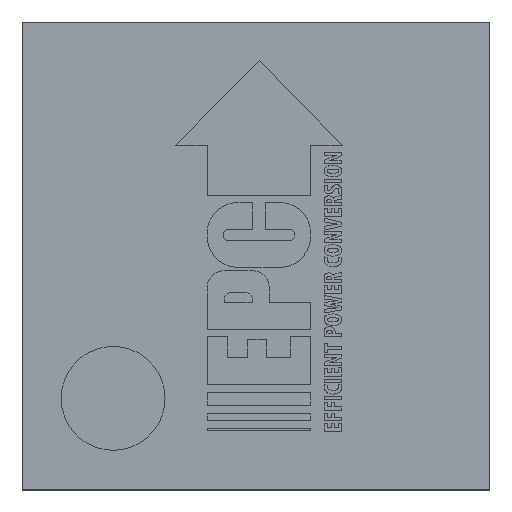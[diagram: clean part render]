
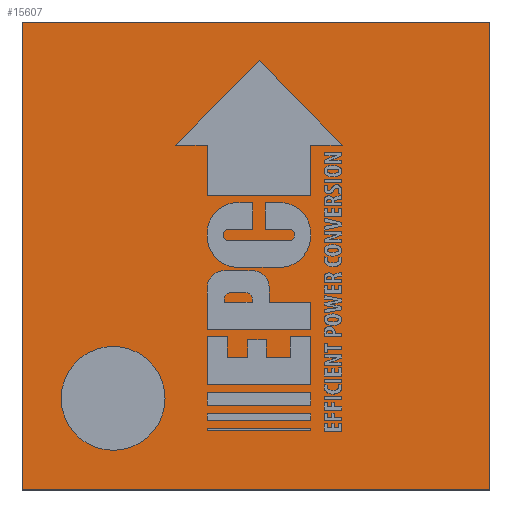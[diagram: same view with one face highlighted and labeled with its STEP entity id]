
A CAD part, top view. The second image highlights one B-rep face of the part: STEP entity #15607.
In plain terms, the highlighted planar face has unit normal (0, 0, 1).
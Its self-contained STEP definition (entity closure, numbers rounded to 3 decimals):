
#15478 = VERTEX_POINT('',#15479);
#15479 = CARTESIAN_POINT('',(-0.45,0.45,0.518));
#15485 = EDGE_CURVE('',#15478,#15486,#15488,.T.);
#15486 = VERTEX_POINT('',#15487);
#15487 = CARTESIAN_POINT('',(0.45,0.45,0.518));
#15488 = LINE('',#15489,#15490);
#15489 = CARTESIAN_POINT('',(-0.45,0.45,0.518));
#15490 = VECTOR('',#15491,1.);
#15491 = DIRECTION('',(1.,0.,0.));
#15516 = EDGE_CURVE('',#15486,#15517,#15519,.T.);
#15517 = VERTEX_POINT('',#15518);
#15518 = CARTESIAN_POINT('',(0.45,-0.45,0.518));
#15519 = LINE('',#15520,#15521);
#15520 = CARTESIAN_POINT('',(0.45,0.45,0.518));
#15521 = VECTOR('',#15522,1.);
#15522 = DIRECTION('',(0.,-1.,0.));
#15547 = EDGE_CURVE('',#15517,#15548,#15550,.T.);
#15548 = VERTEX_POINT('',#15549);
#15549 = CARTESIAN_POINT('',(-0.45,-0.45,0.518));
#15550 = LINE('',#15551,#15552);
#15551 = CARTESIAN_POINT('',(0.45,-0.45,0.518));
#15552 = VECTOR('',#15553,1.);
#15553 = DIRECTION('',(-1.,0.,0.));
#15578 = EDGE_CURVE('',#15548,#15478,#15579,.T.);
#15579 = LINE('',#15580,#15581);
#15580 = CARTESIAN_POINT('',(-0.45,-0.45,0.518));
#15581 = VECTOR('',#15582,1.);
#15582 = DIRECTION('',(0.,1.,0.));
#15607 = ADVANCED_FACE('',(#15608),#15614,.T.);
#15608 = FACE_BOUND('',#15609,.F.);
#15609 = EDGE_LOOP('',(#15610,#15611,#15612,#15613));
#15610 = ORIENTED_EDGE('',*,*,#15485,.T.);
#15611 = ORIENTED_EDGE('',*,*,#15516,.T.);
#15612 = ORIENTED_EDGE('',*,*,#15547,.T.);
#15613 = ORIENTED_EDGE('',*,*,#15578,.T.);
#15614 = PLANE('',#15615);
#15615 = AXIS2_PLACEMENT_3D('',#15616,#15617,#15618);
#15616 = CARTESIAN_POINT('',(-0.45,0.45,0.518));
#15617 = DIRECTION('',(-0.,0.,1.));
#15618 = DIRECTION('',(1.,0.,0.));
